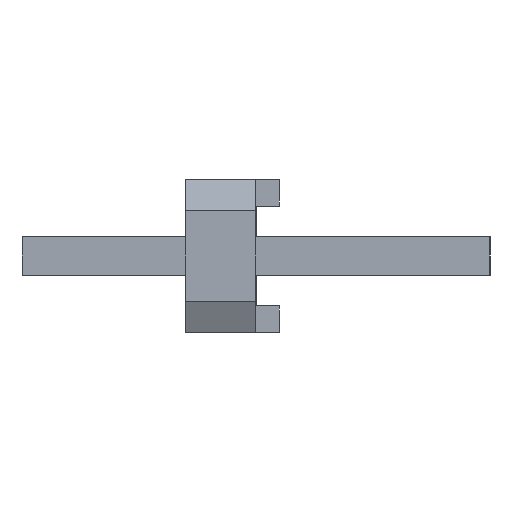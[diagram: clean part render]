
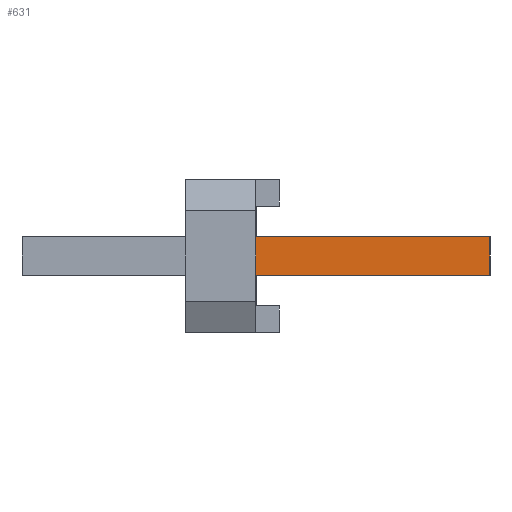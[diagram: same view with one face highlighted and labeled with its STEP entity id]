
A CAD part, left-side view. The second image highlights one B-rep face of the part: STEP entity #631.
In plain terms, the highlighted planar face has unit normal (-1, 0, 0).
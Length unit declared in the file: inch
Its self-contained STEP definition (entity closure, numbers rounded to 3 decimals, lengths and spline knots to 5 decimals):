
#631 = ADVANCED_FACE( '', ( #1665 ), #1666, .F. );
#1665 = FACE_OUTER_BOUND( '', #2750, .T. );
#1666 = PLANE( '', #2751 );
#2750 = EDGE_LOOP( '', ( #6812, #6813, #6814, #6815 ) );
#2751 = AXIS2_PLACEMENT_3D( '', #6816, #6817, #6818 );
#6812 = ORIENTED_EDGE( '', *, *, #8251, .F. );
#6813 = ORIENTED_EDGE( '', *, *, #8243, .T. );
#6814 = ORIENTED_EDGE( '', *, *, #8232, .F. );
#6815 = ORIENTED_EDGE( '', *, *, #8496, .F. );
#6816 = CARTESIAN_POINT( '', ( -0.6625, 0.3, 0.0125 ) );
#6817 = DIRECTION( '', ( 1., 0., 0. ) );
#6818 = DIRECTION( '', ( 0., 0., -1. ) );
#8232 = EDGE_CURVE( '', #10311, #10313, #10314, .T. );
#8243 = EDGE_CURVE( '', #10334, #10313, #10335, .T. );
#8251 = EDGE_CURVE( '', #10334, #10346, #10349, .T. );
#8496 = EDGE_CURVE( '', #10346, #10311, #10764, .T. );
#10311 = VERTEX_POINT( '', #13664 );
#10313 = VERTEX_POINT( '', #13667 );
#10314 = LINE( '', #13668, #13669 );
#10334 = VERTEX_POINT( '', #13699 );
#10335 = LINE( '', #13700, #13701 );
#10346 = VERTEX_POINT( '', #13717 );
#10349 = LINE( '', #13722, #13723 );
#10764 = LINE( '', #14382, #14383 );
#13664 = CARTESIAN_POINT( '', ( -0.6625, 0., 0.0125 ) );
#13667 = CARTESIAN_POINT( '', ( -0.6625, 0., -0.0125 ) );
#13668 = CARTESIAN_POINT( '', ( -0.6625, 0., 0.0125 ) );
#13669 = VECTOR( '', #15608, 39.37008 );
#13699 = CARTESIAN_POINT( '', ( -0.6625, 0.165, -0.0125 ) );
#13700 = CARTESIAN_POINT( '', ( -0.6625, 0.3, -0.0125 ) );
#13701 = VECTOR( '', #15619, 39.37008 );
#13717 = CARTESIAN_POINT( '', ( -0.6625, 0.165, 0.0125 ) );
#13722 = CARTESIAN_POINT( '', ( -0.6625, 0.165, 0.0125 ) );
#13723 = VECTOR( '', #15627, 39.37008 );
#14382 = CARTESIAN_POINT( '', ( -0.6625, 0.3, 0.0125 ) );
#14383 = VECTOR( '', #15872, 39.37008 );
#15608 = DIRECTION( '', ( 0., 0., -1. ) );
#15619 = DIRECTION( '', ( 0., -1., 0. ) );
#15627 = DIRECTION( '', ( 0., 0., 1. ) );
#15872 = DIRECTION( '', ( 0., -1., 0. ) );
